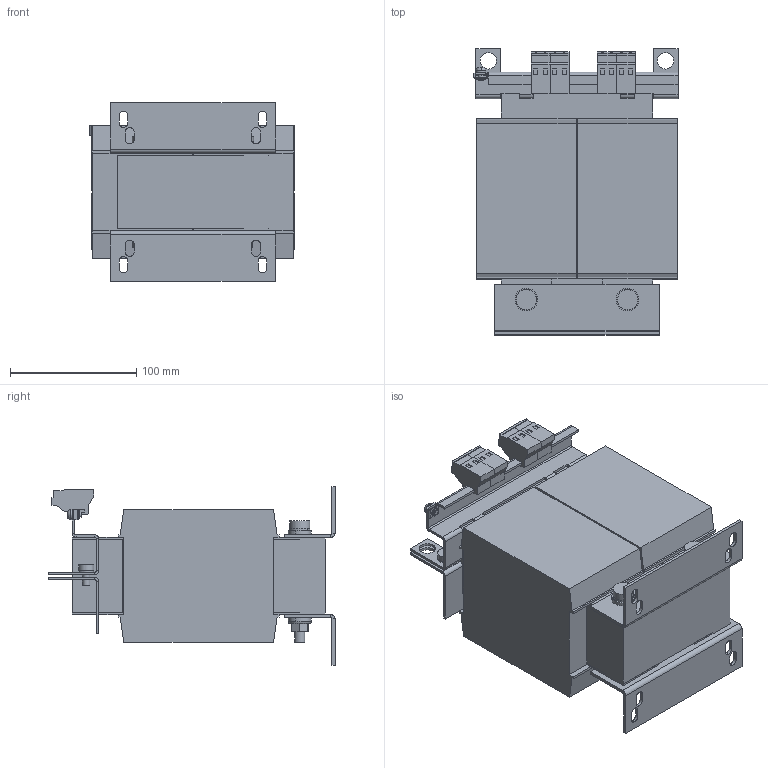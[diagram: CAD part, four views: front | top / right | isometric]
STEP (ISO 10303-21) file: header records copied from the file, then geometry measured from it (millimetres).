
FILE_DESCRIPTION (( 'STEP AP214' ), '1' );
FILE_NAME ('197166.STEP', '2020-08-03T05:03:58', ( '' ), ( '' ), 'SwSTEP 2.0', 'SolidWorks 2018', '' );
FILE_SCHEMA (( 'AUTOMOTIVE_DESIGN' ));
Length unit declared in the file: millimetre
Products named in the file (1): 197166
Bounding box: 161.5 x 226.5 x 141 mm (x, y, z)
Volume: 2686103.5 mm3; surface area: 238293.1 mm2
Topology: 1 solids, 1 shells, 584 faces, 1480 edges, 922 vertices
Faces by surface type: plane 450, cylinder 122, cone 6, torus 6
Entity records: 17423 total; most frequent: CARTESIAN_POINT 3175, ORIENTED_EDGE 2956, DIRECTION 2885, EDGE_CURVE 1478, VECTOR 1169, LINE 1169, VERTEX_POINT 922, AXIS2_PLACEMENT_3D 858
